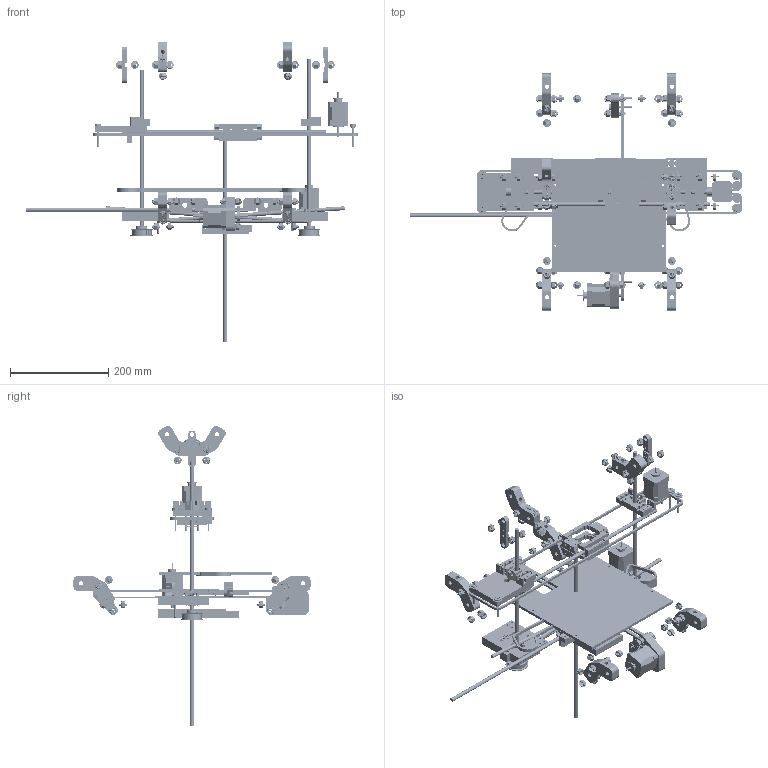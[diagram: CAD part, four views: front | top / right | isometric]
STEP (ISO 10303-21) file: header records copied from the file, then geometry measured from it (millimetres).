
FILE_DESCRIPTION(/* description */ ('Alibre Inc.'),/* implementation_level */ '2;1');
FILE_NAME(/* name */ 'export0',/* time_stamp */ '2010-04-14T16:23:29-04:00',/* author */ (''),/* organization */ (''),/* preprocessor_version */ 'ST-DEVELOPER v10',/* originating_system */ 'Alibre',/* authorisation */ '');
FILE_SCHEMA (('ALIBRE_SCHEMA','CONFIG_CONTROL_DESIGN'));
Length unit declared in the file: inch
Products named in the file (96): ID_1; A 6Z 3-25DF03710; 23810
Bounding box: 674.42 x 481.44 x 610.14 mm (x, y, z)
Volume: 2457100.6 mm3; surface area: 903868 mm2
Topology: 301 solids, 301 shells, 5604 faces, 13668 edges, 8748 vertices
Faces by surface type: plane 3038, cylinder 1356, cone 1112, torus 62, bspline 36
Full cylindrical faces by diameter (mm): 3 x15, 3.2 x3, 3.25 x3, 3.4 x3, 4 x54, 4.12 x14, 4.2 x20, 4.268 x1, 4.3 x14, 4.305 x36, 4.4 x116, 5 x3, 5.45 x3, 6 x2, 6.8 x3, 6.928 x6, 7 x48, 8 x86, 8.4 x16, 8.5 x72, 8.7 x16, 9 x14, 9.5 x14, 10 x8, 10.5 x28, 12 x8, 13 x14, 16 x72, 19.5 x14, 22 x3
Entity records: 175033 total; most frequent: CARTESIAN_POINT 19520, DIRECTION 14032, ORIENTED_EDGE 8620, INTEGERVALUEPAIR 8568, DESIGNMEMBER 7372, PERSISTANTTOPOLOGYATTRIBUTE 7097, REALVALUEPAIR 6764, CONSTRAINTPAIRUV 5735
